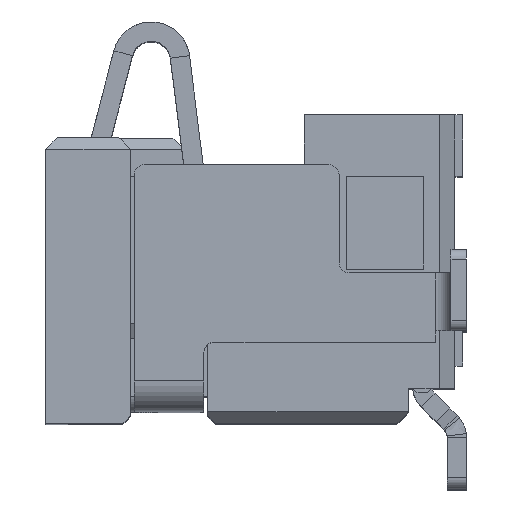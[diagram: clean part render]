
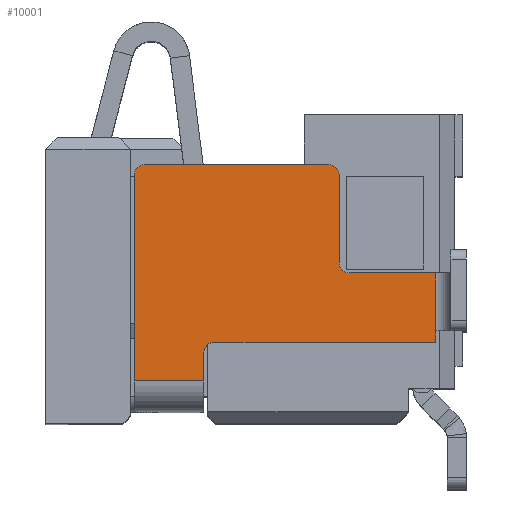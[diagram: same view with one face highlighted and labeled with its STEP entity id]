
A CAD part, top view. The second image highlights one B-rep face of the part: STEP entity #10001.
In plain terms, the highlighted face is planar.
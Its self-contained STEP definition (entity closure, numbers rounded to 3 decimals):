
#7803=DIRECTION('',(0.,1.,0.));
#7804=VECTOR('',#7803,0.9);
#7805=CARTESIAN_POINT('',(-4.,0.,-0.4));
#7806=LINE('',#7805,#7804);
#7815=CARTESIAN_POINT('',(-4.,1.03,-0.77));
#7816=DIRECTION('',(1.,0.,0.));
#7817=DIRECTION('',(0.,-1.,0.));
#7818=AXIS2_PLACEMENT_3D('',#7815,#7816,#7817);
#7825=CARTESIAN_POINT('',(-4.,0.13,-3.07));
#7826=DIRECTION('',(-1.,0.,0.));
#7827=DIRECTION('',(0.,0.,-1.));
#7828=AXIS2_PLACEMENT_3D('',#7825,#7826,#7827);
#7830=DIRECTION('',(0.,-1.,0.));
#7831=VECTOR('',#7830,2.39);
#7832=CARTESIAN_POINT('',(-4.,2.52,-3.2));
#7833=LINE('',#7832,#7831);
#7834=CARTESIAN_POINT('',(-4.,2.52,-3.07));
#7835=DIRECTION('',(-1.,0.,0.));
#7836=DIRECTION('',(0.,1.,0.));
#7837=AXIS2_PLACEMENT_3D('',#7834,#7835,#7836);
#7839=DIRECTION('',(0.,0.,1.));
#7840=VECTOR('',#7839,0.87);
#7841=CARTESIAN_POINT('',(-4.,2.65,-3.07));
#7842=LINE('',#7841,#7840);
#7843=DIRECTION('',(0.,0.,-1.));
#7844=VECTOR('',#7843,0.1);
#7845=CARTESIAN_POINT('',(-4.,2.65,-2.1));
#7846=LINE('',#7845,#7844);
#7847=DIRECTION('',(0.,0.,-1.));
#7848=VECTOR('',#7847,0.17);
#7849=CARTESIAN_POINT('',(-4.,2.65,-1.93));
#7850=LINE('',#7849,#7848);
#7851=DIRECTION('',(0.,-1.,0.));
#7852=VECTOR('',#7851,1.12);
#7853=CARTESIAN_POINT('',(-4.,3.9,-1.8));
#7854=LINE('',#7853,#7852);
#7855=DIRECTION('',(0.,0.,-1.));
#7856=VECTOR('',#7855,0.15);
#7857=CARTESIAN_POINT('',(-4.,3.9,-0.9));
#7858=LINE('',#7857,#7856);
#7859=DIRECTION('',(0.,1.,0.));
#7860=VECTOR('',#7859,2.87);
#7861=CARTESIAN_POINT('',(-4.,1.03,-0.9));
#7862=LINE('',#7861,#7860);
#7863=DIRECTION('',(0.,0.,-1.));
#7864=VECTOR('',#7863,0.37);
#7865=CARTESIAN_POINT('',(-4.,0.9,-0.4));
#7866=LINE('',#7865,#7864);
#7867=DIRECTION('',(0.,0.,1.));
#7868=VECTOR('',#7867,2.67);
#7869=CARTESIAN_POINT('',(-4.,0.,-3.07));
#7870=LINE('',#7869,#7868);
#7991=DIRECTION('',(0.,0.,1.));
#7992=VECTOR('',#7991,0.75);
#7993=CARTESIAN_POINT('',(-4.,3.9,-1.8));
#7994=LINE('',#7993,#7992);
#8105=CARTESIAN_POINT('',(-4.,2.78,-1.93));
#8106=DIRECTION('',(1.,0.,0.));
#8107=DIRECTION('',(0.,0.,1.));
#8108=AXIS2_PLACEMENT_3D('',#8105,#8106,#8107);
#8517=CARTESIAN_POINT('',(-4.,3.9,-0.9));
#8518=CARTESIAN_POINT('',(-4.,3.9,-1.05));
#8519=VERTEX_POINT('',#8517);
#8520=VERTEX_POINT('',#8518);
#8581=CARTESIAN_POINT('',(-4.,2.65,-2.1));
#8582=CARTESIAN_POINT('',(-4.,2.65,-2.2));
#8583=VERTEX_POINT('',#8581);
#8584=VERTEX_POINT('',#8582);
#8633=CARTESIAN_POINT('',(-4.,0.9,-0.4));
#8634=VERTEX_POINT('',#8633);
#8637=CARTESIAN_POINT('',(-4.,0.,-0.4));
#8638=VERTEX_POINT('',#8637);
#8653=CARTESIAN_POINT('',(-4.,3.9,-1.8));
#8654=VERTEX_POINT('',#8653);
#8685=CARTESIAN_POINT('',(-4.,0.9,-0.77));
#8687=VERTEX_POINT('',#8685);
#8689=CARTESIAN_POINT('',(-4.,1.03,-0.9));
#8691=VERTEX_POINT('',#8689);
#8701=CARTESIAN_POINT('',(-4.,2.78,-1.8));
#8703=VERTEX_POINT('',#8701);
#8705=CARTESIAN_POINT('',(-4.,2.65,-1.93));
#8707=VERTEX_POINT('',#8705);
#8765=CARTESIAN_POINT('',(-4.,0.13,-3.2));
#8766=CARTESIAN_POINT('',(-4.,0.,-3.07));
#8767=VERTEX_POINT('',#8765);
#8768=VERTEX_POINT('',#8766);
#8837=CARTESIAN_POINT('',(-4.,2.65,-3.07));
#8838=CARTESIAN_POINT('',(-4.,2.52,-3.2));
#8839=VERTEX_POINT('',#8837);
#8840=VERTEX_POINT('',#8838);
#9967=CARTESIAN_POINT('',(-4.,4.3,0.));
#9968=DIRECTION('',(-1.,0.,0.));
#9969=DIRECTION('',(0.,1.,0.));
#9970=AXIS2_PLACEMENT_3D('',#9967,#9968,#9969);
#9971=PLANE('',#9970);
#9973=ORIENTED_EDGE('',*,*,#9972,.F.);
#9975=ORIENTED_EDGE('',*,*,#9974,.F.);
#9977=ORIENTED_EDGE('',*,*,#9976,.F.);
#9979=ORIENTED_EDGE('',*,*,#9978,.T.);
#9981=ORIENTED_EDGE('',*,*,#9980,.F.);
#9983=ORIENTED_EDGE('',*,*,#9982,.F.);
#9985=ORIENTED_EDGE('',*,*,#9984,.F.);
#9987=ORIENTED_EDGE('',*,*,#9986,.F.);
#9989=ORIENTED_EDGE('',*,*,#9988,.T.);
#9991=ORIENTED_EDGE('',*,*,#9990,.F.);
#9993=ORIENTED_EDGE('',*,*,#9992,.F.);
#9994=ORIENTED_EDGE('',*,*,#9958,.F.);
#9995=ORIENTED_EDGE('',*,*,#9947,.F.);
#9996=ORIENTED_EDGE('',*,*,#9917,.F.);
#9998=ORIENTED_EDGE('',*,*,#9997,.F.);
#9999=EDGE_LOOP('',(#9973,#9975,#9977,#9979,#9981,#9983,#9985,#9987,#9989,#9991,
#9993,#9994,#9995,#9996,#9998));
#10000=FACE_OUTER_BOUND('',#9999,.F.);
#10001=ADVANCED_FACE('',(#10000),#9971,.T.);
#7819=CIRCLE('',#7818,0.13);
#7829=CIRCLE('',#7828,0.13);
#7838=CIRCLE('',#7837,0.13);
#8109=CIRCLE('',#8108,0.13);
#9917=EDGE_CURVE('',#8638,#8634,#7806,.T.);
#9947=EDGE_CURVE('',#8634,#8687,#7866,.T.);
#9958=EDGE_CURVE('',#8687,#8691,#7819,.T.);
#9972=EDGE_CURVE('',#8767,#8768,#7829,.T.);
#9974=EDGE_CURVE('',#8840,#8767,#7833,.T.);
#9976=EDGE_CURVE('',#8839,#8840,#7838,.T.);
#9978=EDGE_CURVE('',#8839,#8584,#7842,.T.);
#9980=EDGE_CURVE('',#8583,#8584,#7846,.T.);
#9982=EDGE_CURVE('',#8707,#8583,#7850,.T.);
#9984=EDGE_CURVE('',#8703,#8707,#8109,.T.);
#9986=EDGE_CURVE('',#8654,#8703,#7854,.T.);
#9988=EDGE_CURVE('',#8654,#8520,#7994,.T.);
#9990=EDGE_CURVE('',#8519,#8520,#7858,.T.);
#9992=EDGE_CURVE('',#8691,#8519,#7862,.T.);
#9997=EDGE_CURVE('',#8768,#8638,#7870,.T.);
